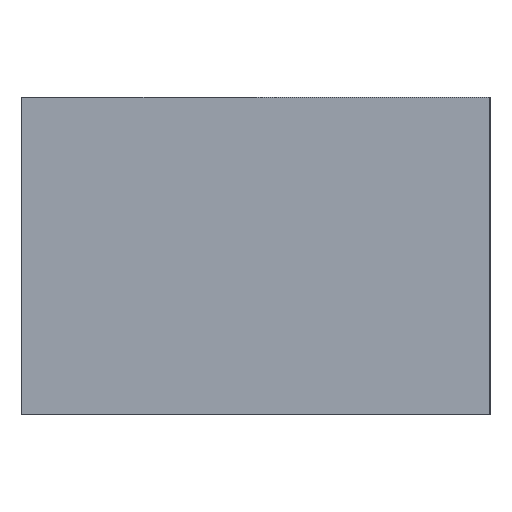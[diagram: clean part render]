
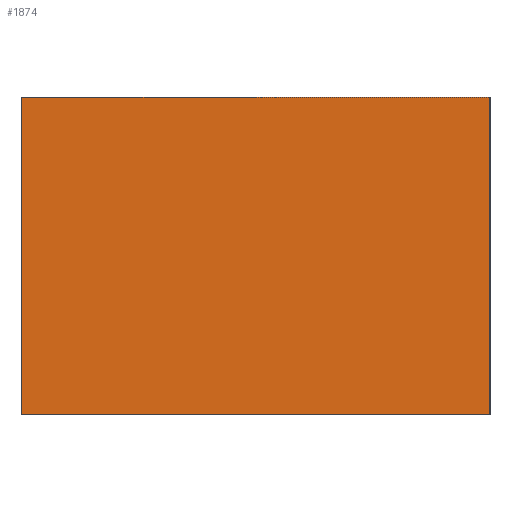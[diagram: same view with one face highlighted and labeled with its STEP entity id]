
A CAD part, left-side view. The second image highlights one B-rep face of the part: STEP entity #1874.
In plain terms, the highlighted planar face has unit normal (-1, 0, 0).
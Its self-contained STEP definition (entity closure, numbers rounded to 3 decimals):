
#152=ORIENTED_EDGE('',*,*,#511,.T.);
#153=ORIENTED_EDGE('',*,*,#512,.F.);
#154=ORIENTED_EDGE('',*,*,#513,.F.);
#155=ORIENTED_EDGE('',*,*,#470,.T.);
#470=EDGE_CURVE('',#651,#650,#778,.T.);
#511=EDGE_CURVE('',#650,#690,#803,.T.);
#512=EDGE_CURVE('',#691,#690,#804,.T.);
#513=EDGE_CURVE('',#651,#691,#805,.T.);
#650=VERTEX_POINT('',#2389);
#651=VERTEX_POINT('',#2391);
#690=VERTEX_POINT('',#2630);
#691=VERTEX_POINT('',#2632);
#778=LINE('',#2390,#920);
#803=LINE('',#2629,#945);
#804=LINE('',#2631,#946);
#805=LINE('',#2633,#947);
#920=VECTOR('',#2057,1000.);
#945=VECTOR('',#2102,1000.);
#946=VECTOR('',#2103,1000.);
#947=VECTOR('',#2104,1000.);
#1056=EDGE_LOOP('',(#152,#153,#154,#155));
#1160=FACE_BOUND('',#1056,.T.);
#1254=PLANE('',#1965);
#1874=ADVANCED_FACE('',(#1160),#1254,.F.);
#1965=AXIS2_PLACEMENT_3D('',#2628,#2100,#2101);
#2057=DIRECTION('',(0.,0.,-1.));
#2100=DIRECTION('',(1.,0.,0.));
#2101=DIRECTION('',(0.,0.,-1.));
#2102=DIRECTION('',(0.,-1.,0.));
#2103=DIRECTION('',(0.,0.,-1.));
#2104=DIRECTION('',(0.,-1.,0.));
#2389=CARTESIAN_POINT('',(-47.5,20.,0.));
#2390=CARTESIAN_POINT('',(-47.5,20.,15.));
#2391=CARTESIAN_POINT('',(-47.5,20.,27.1));
#2628=CARTESIAN_POINT('',(-47.5,20.,15.));
#2629=CARTESIAN_POINT('',(-47.5,20.,0.));
#2630=CARTESIAN_POINT('',(-47.5,-20.,0.));
#2631=CARTESIAN_POINT('',(-47.5,-20.,15.));
#2632=CARTESIAN_POINT('',(-47.5,-20.,27.1));
#2633=CARTESIAN_POINT('',(-47.5,20.,27.1));
